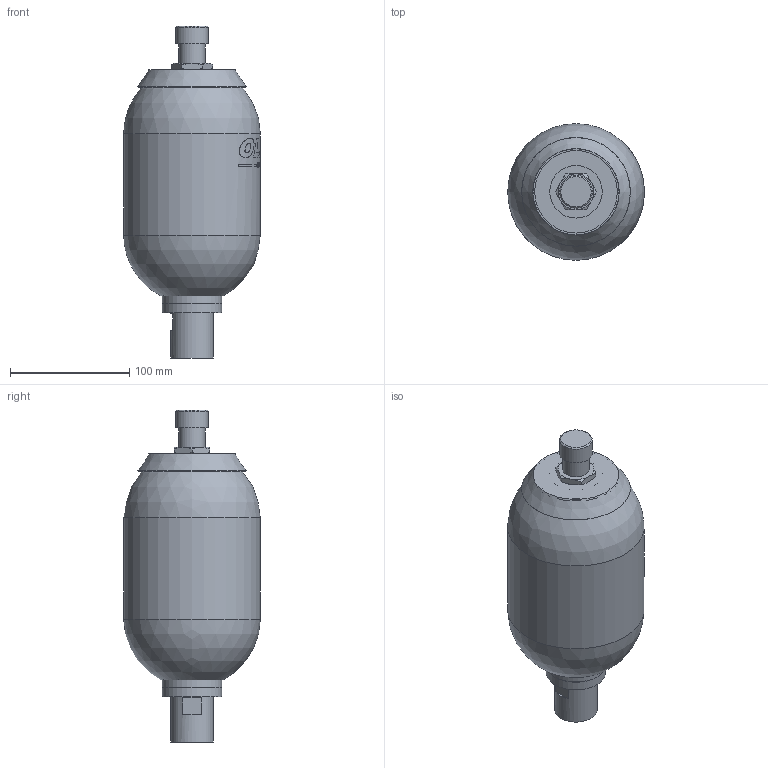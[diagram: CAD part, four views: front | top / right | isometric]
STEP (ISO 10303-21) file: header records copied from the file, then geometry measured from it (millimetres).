
FILE_DESCRIPTION(/* description */ ('Unknown'),/* implementation_level */ '2;1');
FILE_NAME(/* name */ 'EHV_1-350_108456',/* time_stamp */ '2018-01-16T14:18:19+01:00',/* author */ ('Unknown'),/* organization */ ('Unknown'),/* preprocessor_version */ 'ST-DEVELOPER v16.7',/* originating_system */ 'DEX',/* authorisation */ $);
FILE_SCHEMA (('AUTOMOTIVE_DESIGN {1 0 10303 214 3 1 1}'));
Length unit declared in the file: millimetre
Products named in the file (2): EHV_1-350_108456; 1_0
Assembly tree (1 placements, depth 2):
  EHV_1-350_108456
    1_0
Bounding box: 114.3 x 114.3 x 277.95 mm (x, y, z)
Volume: 1715662 mm3; surface area: 98165.2 mm2
Topology: 1 solids, 1 shells, 213 faces, 499 edges, 324 vertices
Faces by surface type: plane 129, cylinder 35, bspline 24, cone 20, torus 3, sphere 2
Full cylindrical faces by diameter (mm): 5 x1, 9.238 x1, 22.225 x1, 23 x1, 24.117 x1, 26.8 x1, 27.5 x1, 35.6 x1, 49.639 x1, 50 x1, 114.3 x1
Entity records: 9651 total; most frequent: CARTESIAN_POINT 3335, DIRECTION 1014, ORIENTED_EDGE 936, EDGE_CURVE 468, AXIS2_PLACEMENT_3D 423, VERTEX_POINT 322, EDGE_LOOP 278, FACE_BOUND 278
